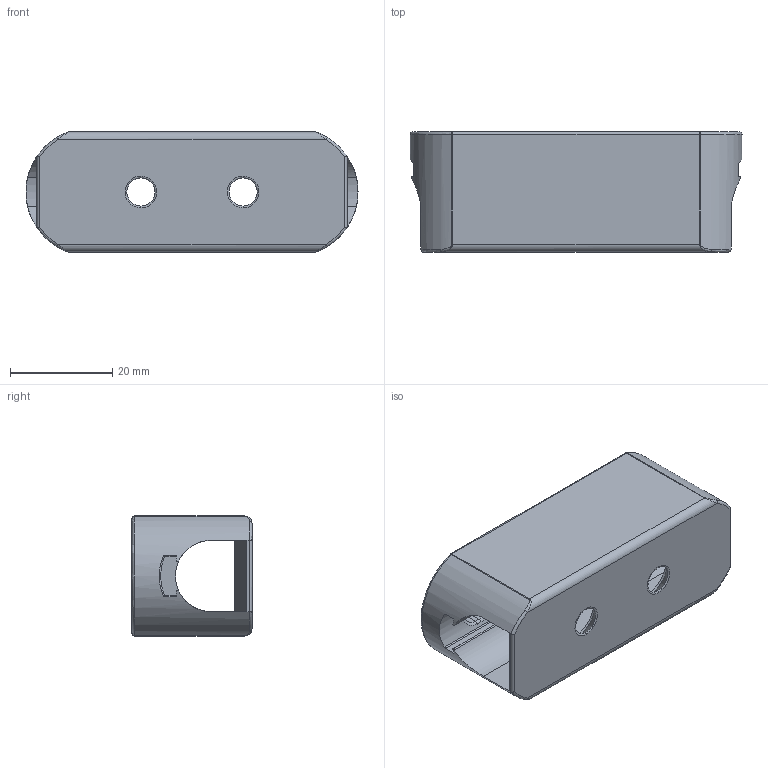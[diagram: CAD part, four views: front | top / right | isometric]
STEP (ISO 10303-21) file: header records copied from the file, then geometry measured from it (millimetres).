
FILE_DESCRIPTION (( 'STEP AP214' ), '1' );
FILE_NAME ('A19_PD-LED.STEP', '2021-04-20T08:58:54', ( '' ), ( '' ), 'SwSTEP 2.0', 'SolidWorks 2019', '' );
FILE_SCHEMA (( 'AUTOMOTIVE_DESIGN' ));
Length unit declared in the file: millimetre
Products named in the file (1): A19_PD-LED
Bounding box: 65 x 23.5 x 23.5 mm (x, y, z)
Volume: 18302.4 mm3; surface area: 9272.2 mm2
Topology: 1 solids, 1 shells, 112 faces, 271 edges, 158 vertices
Faces by surface type: cylinder 46, bspline 31, plane 25, cone 4, sphere 4, torus 2
Entity records: 5112 total; most frequent: CARTESIAN_POINT 2640, ORIENTED_EDGE 542, DIRECTION 475, EDGE_CURVE 271, AXIS2_PLACEMENT_3D 178, VERTEX_POINT 158, EDGE_LOOP 121, LINE 119
